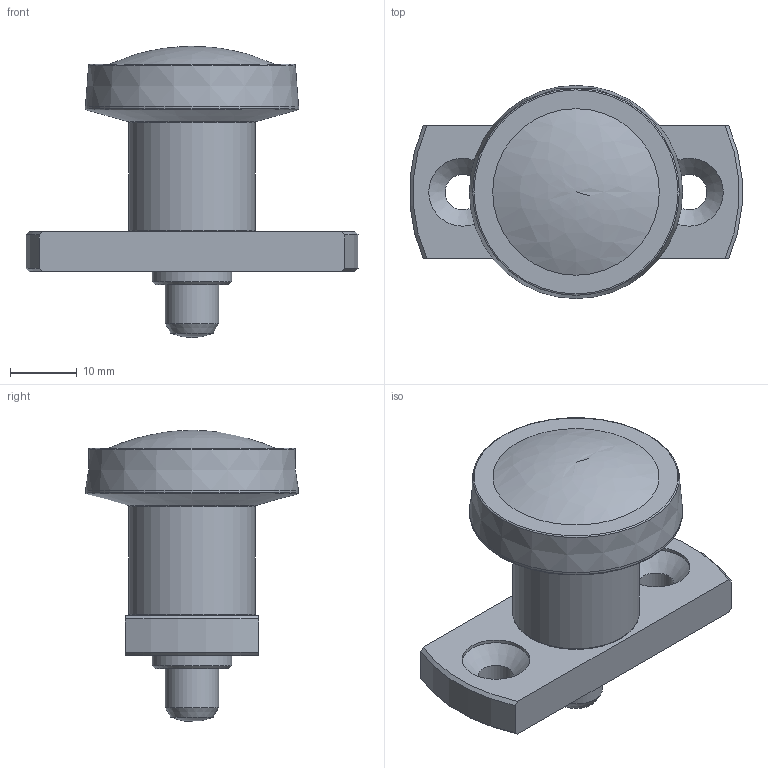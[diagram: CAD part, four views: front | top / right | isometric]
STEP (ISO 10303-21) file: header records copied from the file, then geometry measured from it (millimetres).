
FILE_DESCRIPTION( ( 'Unknown' ), '1' );
FILE_NAME( '6394460_PPFA_8.stp', 'Unknown', ( 'Unknown' ), ( 'Unknown' ), 'PSStep 14.0', 'Unknown', ' ' );
FILE_SCHEMA( ( 'AUTOMOTIVE_DESIGN { 1 0 10303 214 1 1 1 1 }' ) );
Length unit declared in the file: millimetre
Products named in the file (1): 1833355
Bounding box: 49.83 x 32 x 43.7 mm (x, y, z)
Volume: 16752.3 mm3; surface area: 8156.6 mm2
Topology: 1 solids, 8 shells, 84 faces, 209 edges, 137 vertices
Faces by surface type: plane 32, cone 25, cylinder 21, torus 4, sphere 1, bspline 1
Full cylindrical faces by diameter (mm): 4.8 x6, 5 x2, 5.3 x2, 8 x1, 8.1 x1, 10.2 x2, 11.65 x1, 12 x2, 19 x1, 32 x1
Entity records: 2833 total; most frequent: CARTESIAN_POINT 413, DIRECTION 376, ORIENTED_EDGE 282, AXIS2_PLACEMENT_3D 167, EDGE_LOOP 142, EDGE_CURVE 141, VERTEX_POINT 112, FACE_OUTER_BOUND 107
